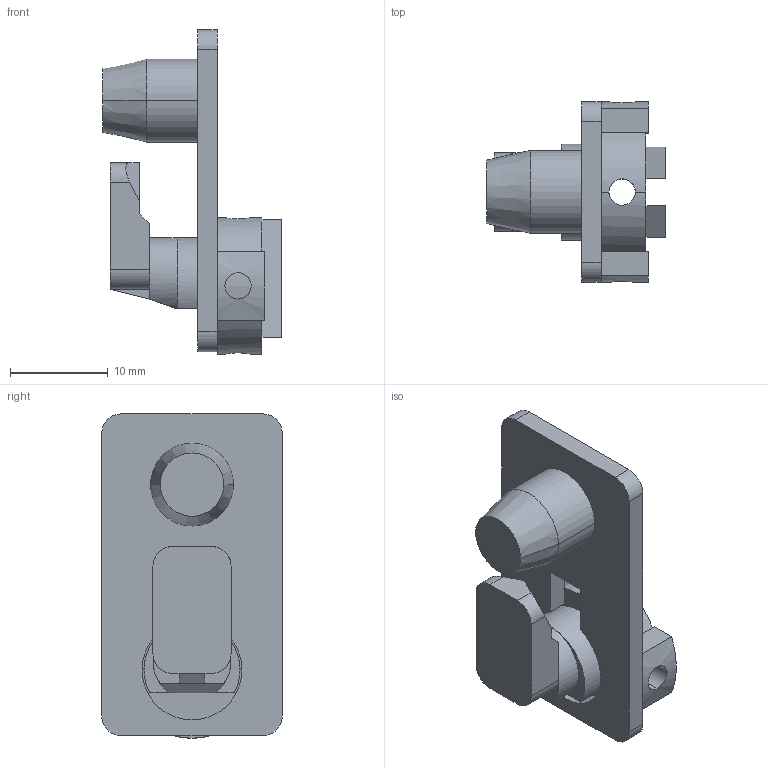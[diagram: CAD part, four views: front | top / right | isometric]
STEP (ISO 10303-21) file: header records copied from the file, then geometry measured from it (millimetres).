
FILE_DESCRIPTION((''),'2;1');
FILE_NAME('BLACK_PIN_ASM_1_ASM_1_ASM_1_A_1_ASM','2023-02-02T13:43:52',('klemen.sitar'),('Audax d.o.o.'),'CREO PARAMETRIC BY PTC INC, 2021304','CREO PARAMETRIC BY PTC INC, 2021304','');
FILE_SCHEMA(('AP242_MANAGED_MODEL_BASED_3D_ENGINEERING_MIM_LF { 1 0 10303 442 1 1 4 }'));
Length unit declared in the file: millimetre
Products named in the file (3): PRT0002_1_1_1_1_1_1_2_1_1_1; PRT0003_1_1_1_1_1_1_2_1_1_1; BLACK_PIN_ASM_1_ASM_1_ASM_1_A_1_ASM
Assembly tree (2 placements, depth 2):
  BLACK_PIN_ASM_1_ASM_1_ASM_1_A_1_ASM
    PRT0002_1_1_1_1_1_1_2_1_1_1
    PRT0003_1_1_1_1_1_1_2_1_1_1
Bounding box: 18.35 x 18.5 x 33.26 mm (x, y, z)
Volume: 2930.4 mm3; surface area: 3032 mm2
Topology: 2 solids, 2 shells, 78 faces, 231 edges, 166 vertices
Faces by surface type: plane 49, cylinder 27, cone 2
Entity records: 4220 total; most frequent: CARTESIAN_POINT 630, DIRECTION 451, ORIENTED_EDGE 446, PRESENTATION_LAYER_ASSIGNMENT 372, PRESENTATION_STYLE_ASSIGNMENT 236, STYLED_ITEM 236, CURVE_STYLE 234, EDGE_CURVE 223
